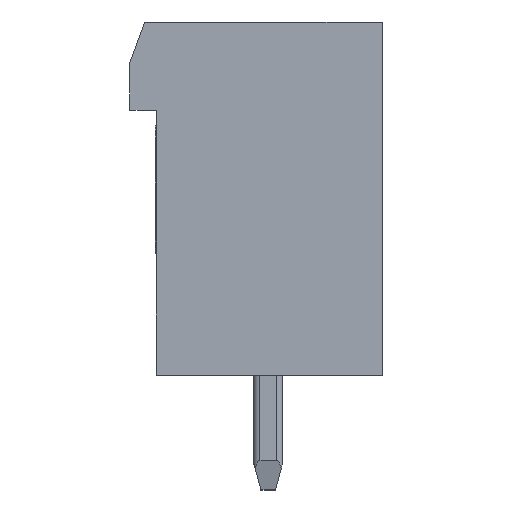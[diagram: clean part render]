
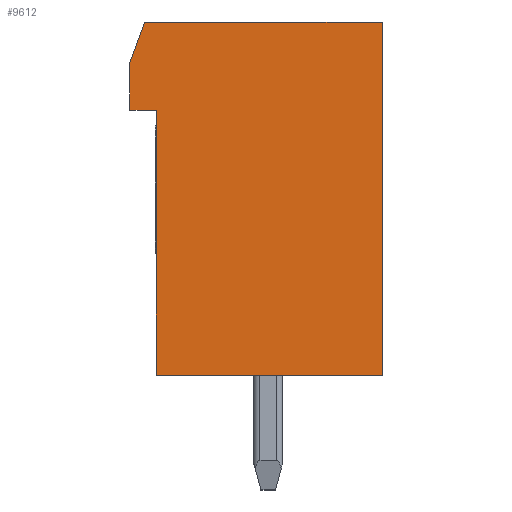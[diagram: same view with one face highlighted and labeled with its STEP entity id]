
A CAD part, left-side view. The second image highlights one B-rep face of the part: STEP entity #9612.
In plain terms, the highlighted planar face has unit normal (-1, 0, 0).
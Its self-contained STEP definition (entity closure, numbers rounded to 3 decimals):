
#9612=ADVANCED_FACE('',(#21534),#21535,.F.);
#13880=VERTEX_POINT('',#26361);
#13884=VERTEX_POINT('',#26365);
#13886=EDGE_CURVE('',#13880,#13884,#26367,.T.);
#13976=VERTEX_POINT('',#26457);
#13980=EDGE_CURVE('',#13880,#13976,#26461,.T.);
#13982=VERTEX_POINT('',#26463);
#13986=VERTEX_POINT('',#26467);
#13990=EDGE_CURVE('',#13982,#13986,#26471,.T.);
#13992=VERTEX_POINT('',#26473);
#13998=EDGE_CURVE('',#13884,#13992,#26479,.T.);
#14034=VERTEX_POINT('',#26516);
#14038=EDGE_CURVE('',#14034,#13982,#26520,.T.);
#14042=EDGE_CURVE('',#13976,#14034,#26524,.T.);
#14054=EDGE_CURVE('',#13992,#13986,#26536,.T.);
#21534=FACE_OUTER_BOUND('',#42085,.T.);
#21535=PLANE('',#42086);
#26361=CARTESIAN_POINT('',(0.0,0.0,12.0));
#26365=CARTESIAN_POINT('',(0.0,0.0,0.0));
#26367=LINE('',#49195,#49196);
#26457=CARTESIAN_POINT('',(0.0,8.07,12.0));
#26461=LINE('',#49353,#49354);
#26463=CARTESIAN_POINT('',(0.0,8.57,9.));
#26467=CARTESIAN_POINT('',(0.0,7.67,9.));
#26471=LINE('',#49369,#49370);
#26473=CARTESIAN_POINT('',(0.0,7.67,0.0));
#26479=LINE('',#49383,#49384);
#26516=CARTESIAN_POINT('',(0.0,8.57,10.626));
#26520=LINE('',#49451,#49452);
#26524=LINE('',#49459,#49460);
#26536=LINE('',#49482,#49483);
#42085=EDGE_LOOP('',(#61366,#61367,#61368,#61369,#61370,#61371,#61372));
#42086=AXIS2_PLACEMENT_3D('',#61373,#61374,#61375);
#49195=CARTESIAN_POINT('',(0.0,0.0,12.0));
#49196=VECTOR('',#66282,1.0);
#49353=CARTESIAN_POINT('',(0.0,0.0,12.0));
#49354=VECTOR('',#66320,1.0);
#49369=CARTESIAN_POINT('',(0.0,8.57,9.));
#49370=VECTOR('',#66323,1.0);
#49383=CARTESIAN_POINT('',(0.0,0.0,0.0));
#49384=VECTOR('',#66326,1.0);
#49451=CARTESIAN_POINT('',(0.0,8.57,10.626));
#49452=VECTOR('',#66352,1.0);
#49459=CARTESIAN_POINT('',(0.0,8.07,12.0));
#49460=VECTOR('',#66354,1.0);
#49482=CARTESIAN_POINT('',(0.0,7.67,0.0));
#49483=VECTOR('',#66362,1.0);
#61366=ORIENTED_EDGE('',*,*,#13980,.T.);
#61367=ORIENTED_EDGE('',*,*,#14042,.T.);
#61368=ORIENTED_EDGE('',*,*,#14038,.T.);
#61369=ORIENTED_EDGE('',*,*,#13990,.T.);
#61370=ORIENTED_EDGE('',*,*,#14054,.F.);
#61371=ORIENTED_EDGE('',*,*,#13998,.F.);
#61372=ORIENTED_EDGE('',*,*,#13886,.F.);
#61373=CARTESIAN_POINT('',(0.0,-0.221,12.306));
#61374=DIRECTION('',(1.0,-0.0,0.0));
#61375=DIRECTION('',(0.0,0.0,-1.0));
#66282=DIRECTION('',(0.0,0.0,-1.0));
#66320=DIRECTION('',(0.0,1.0,0.0));
#66323=DIRECTION('',(0.0,-1.0,0.0));
#66326=DIRECTION('',(0.0,1.0,0.0));
#66352=DIRECTION('',(0.0,0.0,-1.0));
#66354=DIRECTION('',(0.0,0.342,-0.94));
#66362=DIRECTION('',(0.0,0.0,1.0));
